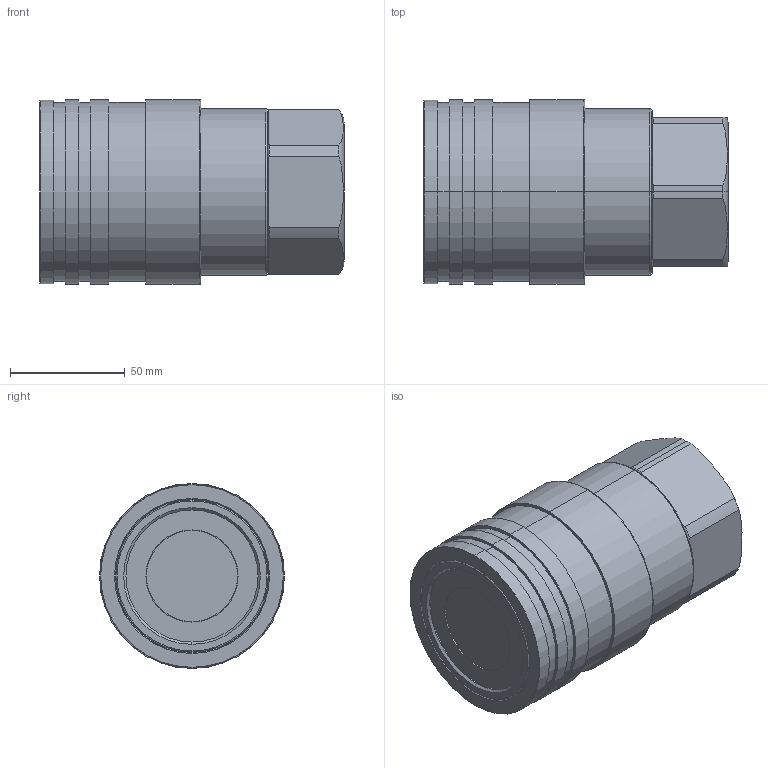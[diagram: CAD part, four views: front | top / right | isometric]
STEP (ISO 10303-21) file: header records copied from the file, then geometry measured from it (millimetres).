
FILE_DESCRIPTION (( 'STEP AP214' ), '1' );
FILE_NAME ('BF40.1107_IC_JV.STEP', '2016-10-13T08:06:30', ( '' ), ( '' ), 'SwSTEP 2.0', 'SolidWorks 2016', '' );
FILE_SCHEMA (( 'AUTOMOTIVE_DESIGN' ));
Length unit declared in the file: millimetre
Products named in the file (1): BF40.1107_IC_JV
Bounding box: 132.5 x 80.57 x 80.57 mm (x, y, z)
Volume: 516997.7 mm3; surface area: 51119.2 mm2
Topology: 1 solids, 1 shells, 92 faces, 201 edges, 128 vertices
Faces by surface type: cylinder 37, plane 31, torus 14, cone 10
Entity records: 2749 total; most frequent: CARTESIAN_POINT 608, DIRECTION 493, ORIENTED_EDGE 402, AXIS2_PLACEMENT_3D 217, EDGE_CURVE 201, VERTEX_POINT 128, CIRCLE 124, EDGE_LOOP 109
